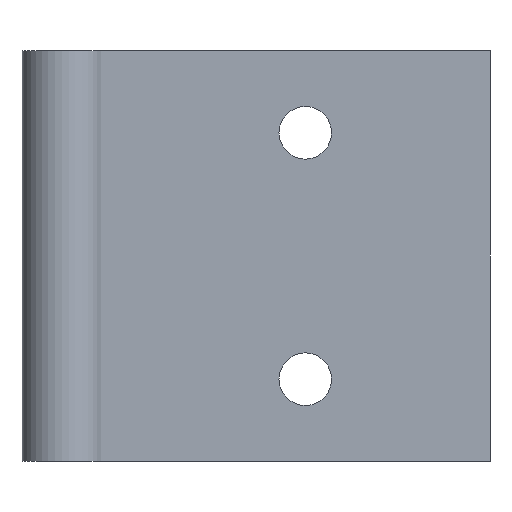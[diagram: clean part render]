
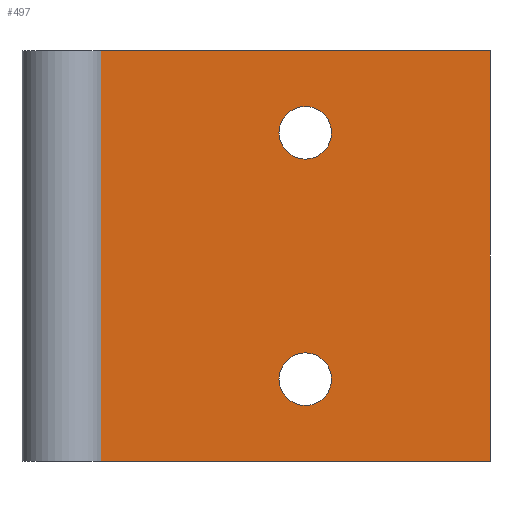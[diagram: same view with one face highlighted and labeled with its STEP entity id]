
A CAD part, front view. The second image highlights one B-rep face of the part: STEP entity #497.
In plain terms, the highlighted planar face has unit normal (0, -1, 0).
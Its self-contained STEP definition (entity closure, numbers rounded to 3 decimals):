
#11 = AXIS2_PLACEMENT_3D ( 'NONE', #24, #90, #535 ) ;
#24 = CARTESIAN_POINT ( 'NONE',  ( 4.583, -2., 25. ) ) ;
#29 = CARTESIAN_POINT ( 'NONE',  ( 29.5, -2., -15. ) ) ;
#35 = EDGE_LOOP ( 'NONE', ( #816, #289, #387, #114 ) ) ;
#37 = AXIS2_PLACEMENT_3D ( 'NONE', #108, #635, #241 ) ;
#53 = CARTESIAN_POINT ( 'NONE',  ( 29.5, -2., 15. ) ) ;
#58 = LINE ( 'NONE', #688, #717 ) ;
#66 = ORIENTED_EDGE ( 'NONE', *, *, #373, .F. ) ;
#87 = CARTESIAN_POINT ( 'NONE',  ( 4.583, -2., 25. ) ) ;
#90 = DIRECTION ( 'NONE',  ( 0., 1., 0. ) ) ;
#93 = CIRCLE ( 'NONE', #188, 3.2 ) ;
#105 = DIRECTION ( 'NONE',  ( 0., 0., 1. ) ) ;
#108 = CARTESIAN_POINT ( 'NONE',  ( 29.5, -2., 15. ) ) ;
#111 = CIRCLE ( 'NONE', #250, 3.2 ) ;
#114 = ORIENTED_EDGE ( 'NONE', *, *, #810, .F. ) ;
#119 = EDGE_CURVE ( 'NONE', #733, #572, #385, .T. ) ;
#132 = VECTOR ( 'NONE', #181, 1000. ) ;
#181 = DIRECTION ( 'NONE',  ( 0., 0., 1. ) ) ;
#187 = ORIENTED_EDGE ( 'NONE', *, *, #768, .F. ) ;
#188 = AXIS2_PLACEMENT_3D ( 'NONE', #29, #209, #666 ) ;
#192 = VECTOR ( 'NONE', #433, 1000. ) ;
#209 = DIRECTION ( 'NONE',  ( 0., -1., 0. ) ) ;
#241 = DIRECTION ( 'NONE',  ( 0., 0., 1. ) ) ;
#247 = CARTESIAN_POINT ( 'NONE',  ( 29.5, -2., 11.8 ) ) ;
#250 = AXIS2_PLACEMENT_3D ( 'NONE', #536, #270, #805 ) ;
#269 = CIRCLE ( 'NONE', #37, 3.2 ) ;
#270 = DIRECTION ( 'NONE',  ( 0., -1., 0. ) ) ;
#286 = EDGE_CURVE ( 'NONE', #312, #733, #639, .T. ) ;
#289 = ORIENTED_EDGE ( 'NONE', *, *, #119, .F. ) ;
#298 = DIRECTION ( 'NONE',  ( 0., -1., 0. ) ) ;
#312 = VERTEX_POINT ( 'NONE', #448 ) ;
#314 = CARTESIAN_POINT ( 'NONE',  ( 52., -2., -25. ) ) ;
#319 = FACE_BOUND ( 'NONE', #499, .T. ) ;
#357 = CARTESIAN_POINT ( 'NONE',  ( 29.5, -2., -11.8 ) ) ;
#369 = CARTESIAN_POINT ( 'NONE',  ( 4.583, -2., 25. ) ) ;
#373 = EDGE_CURVE ( 'NONE', #399, #438, #795, .T. ) ;
#378 = ORIENTED_EDGE ( 'NONE', *, *, #724, .F. ) ;
#381 = EDGE_CURVE ( 'NONE', #572, #400, #775, .T. ) ;
#384 = EDGE_CURVE ( 'NONE', #438, #399, #269, .T. ) ;
#385 = LINE ( 'NONE', #369, #631 ) ;
#387 = ORIENTED_EDGE ( 'NONE', *, *, #286, .F. ) ;
#388 = VERTEX_POINT ( 'NONE', #357 ) ;
#399 = VERTEX_POINT ( 'NONE', #706 ) ;
#400 = VERTEX_POINT ( 'NONE', #314 ) ;
#420 = DIRECTION ( 'NONE',  ( -1., 0., 0. ) ) ;
#433 = DIRECTION ( 'NONE',  ( 0., 0., -1. ) ) ;
#438 = VERTEX_POINT ( 'NONE', #247 ) ;
#448 = CARTESIAN_POINT ( 'NONE',  ( 4.583, -2., -25. ) ) ;
#467 = EDGE_LOOP ( 'NONE', ( #66, #522 ) ) ;
#472 = FACE_BOUND ( 'NONE', #467, .T. ) ;
#497 = ADVANCED_FACE ( 'NONE', ( #472, #319, #627 ), #722, .F. ) ;
#499 = EDGE_LOOP ( 'NONE', ( #187, #378 ) ) ;
#522 = ORIENTED_EDGE ( 'NONE', *, *, #384, .F. ) ;
#535 = DIRECTION ( 'NONE',  ( 0., 0., 1. ) ) ;
#536 = CARTESIAN_POINT ( 'NONE',  ( 29.5, -2., -15. ) ) ;
#567 = CARTESIAN_POINT ( 'NONE',  ( 4.583, -2., 25. ) ) ;
#568 = DIRECTION ( 'NONE',  ( 1., 0., 0. ) ) ;
#572 = VERTEX_POINT ( 'NONE', #619 ) ;
#619 = CARTESIAN_POINT ( 'NONE',  ( 52., -2., 25. ) ) ;
#627 = FACE_OUTER_BOUND ( 'NONE', #35, .T. ) ;
#631 = VECTOR ( 'NONE', #568, 1000. ) ;
#635 = DIRECTION ( 'NONE',  ( 0., -1., 0. ) ) ;
#639 = LINE ( 'NONE', #567, #132 ) ;
#666 = DIRECTION ( 'NONE',  ( 0., 0., 1. ) ) ;
#670 = VERTEX_POINT ( 'NONE', #838 ) ;
#688 = CARTESIAN_POINT ( 'NONE',  ( 4.583, -2., -25. ) ) ;
#706 = CARTESIAN_POINT ( 'NONE',  ( 29.5, -2., 18.2 ) ) ;
#717 = VECTOR ( 'NONE', #420, 1000. ) ;
#722 = PLANE ( 'NONE',  #11 ) ;
#724 = EDGE_CURVE ( 'NONE', #670, #388, #111, .T. ) ;
#733 = VERTEX_POINT ( 'NONE', #87 ) ;
#768 = EDGE_CURVE ( 'NONE', #388, #670, #93, .T. ) ;
#775 = LINE ( 'NONE', #823, #192 ) ;
#788 = AXIS2_PLACEMENT_3D ( 'NONE', #53, #298, #105 ) ;
#795 = CIRCLE ( 'NONE', #788, 3.2 ) ;
#805 = DIRECTION ( 'NONE',  ( 0., 0., 1. ) ) ;
#810 = EDGE_CURVE ( 'NONE', #400, #312, #58, .T. ) ;
#816 = ORIENTED_EDGE ( 'NONE', *, *, #381, .F. ) ;
#823 = CARTESIAN_POINT ( 'NONE',  ( 52., -2., 25. ) ) ;
#838 = CARTESIAN_POINT ( 'NONE',  ( 29.5, -2., -18.2 ) ) ;
